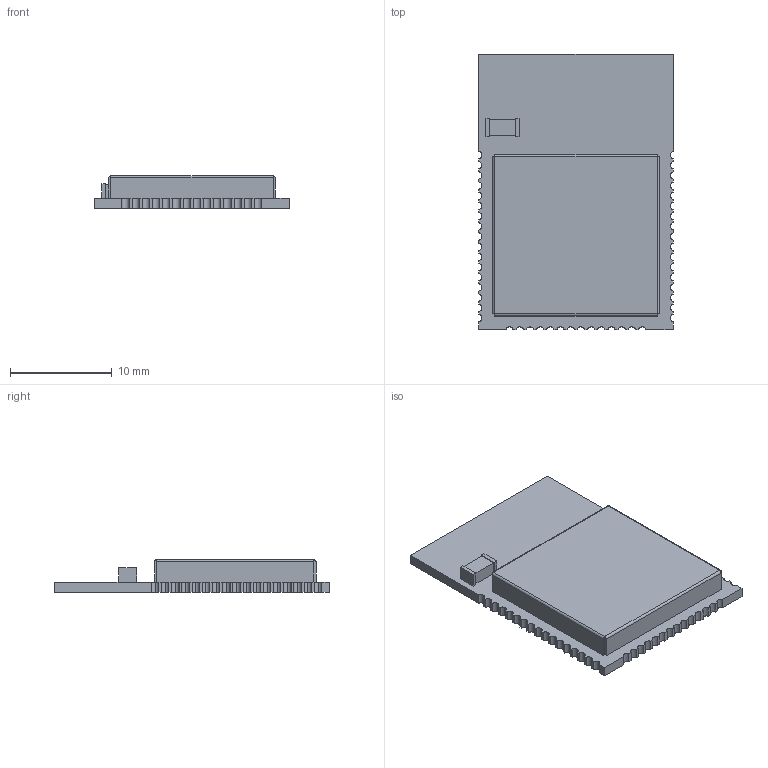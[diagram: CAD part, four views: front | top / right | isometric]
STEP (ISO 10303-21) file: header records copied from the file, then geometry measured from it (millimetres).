
FILE_DESCRIPTION (( 'STEP AP214' ), '1' );
FILE_NAME ('DWM3001C.STEP', '2024-12-23T12:50:46', ( '' ), ( '' ), 'SwSTEP 2.0', 'SolidWorks 2023', '' );
FILE_SCHEMA (( 'AUTOMOTIVE_DESIGN' ));
Length unit declared in the file: millimetre
Products named in the file (1): DWM3001C
Bounding box: 19.13 x 27.1 x 3.2 mm (x, y, z)
Volume: 1090.9 mm3; surface area: 1278.5 mm2
Topology: 1 solids, 1 shells, 149 faces, 427 edges, 282 vertices
Faces by surface type: plane 80, cylinder 69
Entity records: 5963 total; most frequent: DIRECTION 865, CARTESIAN_POINT 859, ORIENTED_EDGE 854, EDGE_CURVE 427, LINE 289, VECTOR 289, AXIS2_PLACEMENT_3D 288, VERTEX_POINT 282
